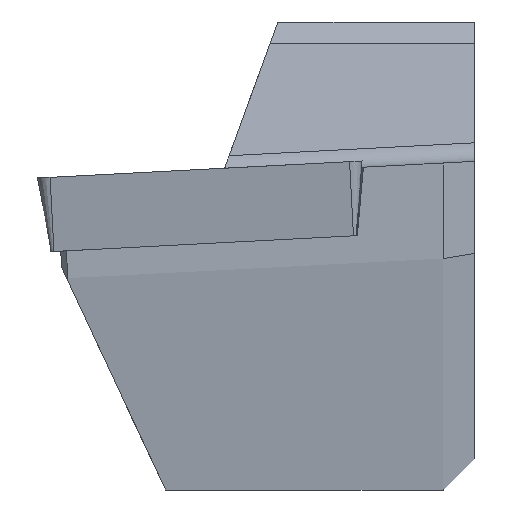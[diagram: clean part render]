
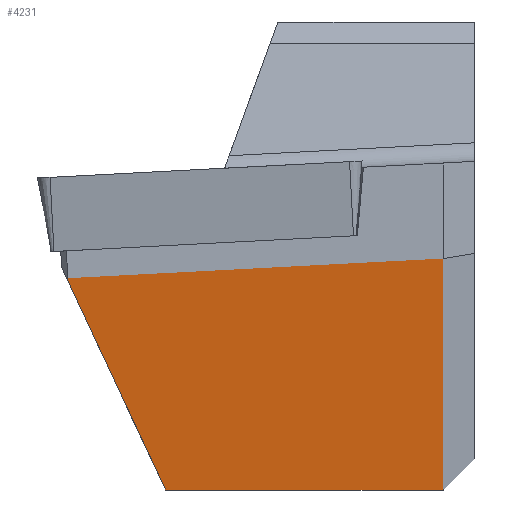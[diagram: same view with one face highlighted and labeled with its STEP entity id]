
A CAD part, left-side view. The second image highlights one B-rep face of the part: STEP entity #4231.
In plain terms, the highlighted planar face has unit normal (-0.993, -0.006, -0.122).
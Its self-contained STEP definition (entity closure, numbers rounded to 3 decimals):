
#35 = DIRECTION ( 'NONE',  ( -0.006, 1., 0. ) ) ;
#85 = CARTESIAN_POINT ( 'NONE',  ( 0.408, 13.035, -3.276 ) ) ;
#104 = LINE ( 'NONE', #2465, #1645 ) ;
#345 = ORIENTED_EDGE ( 'NONE', *, *, #438, .F. ) ;
#362 = EDGE_CURVE ( 'NONE', #3327, #966, #2514, .T. ) ;
#366 = VERTEX_POINT ( 'NONE', #938 ) ;
#433 = LINE ( 'NONE', #1930, #1872 ) ;
#438 = EDGE_CURVE ( 'NONE', #2774, #4006, #2210, .T. ) ;
#586 = VERTEX_POINT ( 'NONE', #4035 ) ;
#654 = CARTESIAN_POINT ( 'NONE',  ( 0.275, 13.529, -2.217 ) ) ;
#752 = CARTESIAN_POINT ( 'NONE',  ( 1.318, -0.261, -10. ) ) ;
#828 = ORIENTED_EDGE ( 'NONE', *, *, #3232, .F. ) ;
#938 = CARTESIAN_POINT ( 'NONE',  ( 0.4, 13.032, -3.211 ) ) ;
#952 = CARTESIAN_POINT ( 'NONE',  ( 1.186, -0.069, -8.931 ) ) ;
#956 = AXIS2_PLACEMENT_3D ( 'NONE', #1842, #3776, #2177 ) ;
#966 = VERTEX_POINT ( 'NONE', #4123 ) ;
#1048 = LINE ( 'NONE', #2827, #2912 ) ;
#1113 = CARTESIAN_POINT ( 'NONE',  ( 1.31, 1., -10. ) ) ;
#1165 = PLANE ( 'NONE',  #956 ) ;
#1383 = EDGE_CURVE ( 'NONE', #366, #3327, #2198, .T. ) ;
#1461 = ORIENTED_EDGE ( 'NONE', *, *, #2494, .F. ) ;
#1558 = VECTOR ( 'NONE', #35, 1000. ) ;
#1568 = DIRECTION ( 'NONE',  ( 0., 0.999, -0.052 ) ) ;
#1569 = DIRECTION ( 'NONE',  ( 0.122, 0., -0.993 ) ) ;
#1577 = DIRECTION ( 'NONE',  ( 0.113, -0.42, -0.9 ) ) ;
#1601 = VERTEX_POINT ( 'NONE', #3436 ) ;
#1645 = VECTOR ( 'NONE', #2797, 1000. ) ;
#1687 = ORIENTED_EDGE ( 'NONE', *, *, #362, .T. ) ;
#1842 = CARTESIAN_POINT ( 'NONE',  ( 0.292, 13.875, -2.377 ) ) ;
#1872 = VECTOR ( 'NONE', #1569, 1000. ) ;
#1930 = CARTESIAN_POINT ( 'NONE',  ( 0.374, 1., -2.367 ) ) ;
#2020 = CARTESIAN_POINT ( 'NONE',  ( 1.31, 1., -10. ) ) ;
#2125 = ORIENTED_EDGE ( 'NONE', *, *, #2554, .T. ) ;
#2177 = DIRECTION ( 'NONE',  ( 0.122, 0., -0.993 ) ) ;
#2198 = LINE ( 'NONE', #2916, #2243 ) ;
#2210 = LINE ( 'NONE', #952, #2974 ) ;
#2243 = VECTOR ( 'NONE', #4222, 1000. ) ;
#2465 = CARTESIAN_POINT ( 'NONE',  ( -0.478, 1.878, 4.536 ) ) ;
#2494 = EDGE_CURVE ( 'NONE', #1601, #586, #104, .T. ) ;
#2514 = LINE ( 'NONE', #654, #2564 ) ;
#2554 = EDGE_CURVE ( 'NONE', #1601, #366, #1048, .T. ) ;
#2564 = VECTOR ( 'NONE', #1577, 1000. ) ;
#2665 = ORIENTED_EDGE ( 'NONE', *, *, #1383, .T. ) ;
#2774 = VERTEX_POINT ( 'NONE', #1113 ) ;
#2797 = DIRECTION ( 'NONE',  ( 0.122, -0.122, -0.985 ) ) ;
#2827 = CARTESIAN_POINT ( 'NONE',  ( 0.4, 13.032, -3.211 ) ) ;
#2912 = VECTOR ( 'NONE', #1568, 1000. ) ;
#2916 = CARTESIAN_POINT ( 'NONE',  ( 7.263, 16.277, -59.35 ) ) ;
#2974 = VECTOR ( 'NONE', #3901, 1000. ) ;
#3041 = LINE ( 'NONE', #752, #1558 ) ;
#3086 = EDGE_LOOP ( 'NONE', ( #2125, #2665, #1687, #828, #345, #4217, #1461 ) ) ;
#3099 = EDGE_CURVE ( 'NONE', #586, #2774, #433, .T. ) ;
#3232 = EDGE_CURVE ( 'NONE', #4006, #966, #3041, .T. ) ;
#3327 = VERTEX_POINT ( 'NONE', #85 ) ;
#3436 = CARTESIAN_POINT ( 'NONE',  ( 0.4, 1., -2.581 ) ) ;
#3776 = DIRECTION ( 'NONE',  ( 0.993, 0.006, 0.122 ) ) ;
#3901 = DIRECTION ( 'NONE',  ( 0.082, 0.705, -0.705 ) ) ;
#4006 = VERTEX_POINT ( 'NONE', #2020 ) ;
#4035 = CARTESIAN_POINT ( 'NONE',  ( 0.4, 1., -2.581 ) ) ;
#4123 = CARTESIAN_POINT ( 'NONE',  ( 1.253, 9.9, -10. ) ) ;
#4158 = FACE_OUTER_BOUND ( 'NONE', #3086, .T. ) ;
#4217 = ORIENTED_EDGE ( 'NONE', *, *, #3099, .F. ) ;
#4222 = DIRECTION ( 'NONE',  ( 0.121, 0.057, -0.991 ) ) ;
#4231 = ADVANCED_FACE ( 'NONE', ( #4158 ), #1165, .F. ) ;
